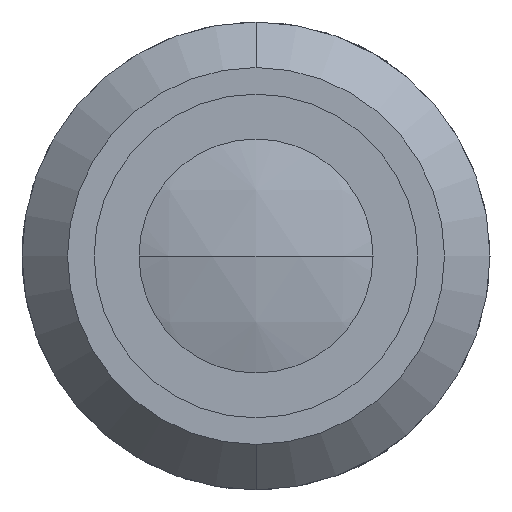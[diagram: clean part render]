
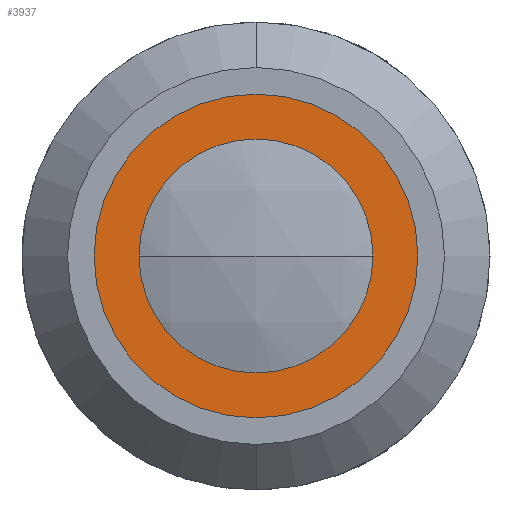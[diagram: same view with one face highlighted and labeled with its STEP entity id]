
A CAD part, left-side view. The second image highlights one B-rep face of the part: STEP entity #3937.
In plain terms, the highlighted planar face has unit normal (-1, 0, 0).
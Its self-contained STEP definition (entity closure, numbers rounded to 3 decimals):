
#184 = VERTEX_POINT ( 'NONE', #1978 ) ;
#233 = ORIENTED_EDGE ( 'NONE', *, *, #2383, .F. ) ;
#283 = CARTESIAN_POINT ( 'NONE',  ( 3.5, 0., -13.2 ) ) ;
#550 = DIRECTION ( 'NONE',  ( 0., 0., 1. ) ) ;
#615 = CARTESIAN_POINT ( 'NONE',  ( 3.5, 0., 0. ) ) ;
#760 = AXIS2_PLACEMENT_3D ( 'NONE', #1525, #4355, #1919 ) ;
#818 = EDGE_CURVE ( 'NONE', #1744, #184, #4525, .T. ) ;
#930 = DIRECTION ( 'NONE',  ( 0., 0., 1. ) ) ;
#947 = DIRECTION ( 'NONE',  ( -1., 0., 0. ) ) ;
#950 = CIRCLE ( 'NONE', #3685, 9. ) ;
#1207 = FACE_BOUND ( 'NONE', #4587, .T. ) ;
#1273 = DIRECTION ( 'NONE',  ( 1., 0., 0. ) ) ;
#1525 = CARTESIAN_POINT ( 'NONE',  ( 3.5, 0., 0. ) ) ;
#1622 = FACE_OUTER_BOUND ( 'NONE', #3665, .T. ) ;
#1744 = VERTEX_POINT ( 'NONE', #283 ) ;
#1826 = CIRCLE ( 'NONE', #3074, 9. ) ;
#1848 = CARTESIAN_POINT ( 'NONE',  ( 3.5, 0., 0. ) ) ;
#1872 = DIRECTION ( 'NONE',  ( -1., 0., 0. ) ) ;
#1919 = DIRECTION ( 'NONE',  ( 0., 0., 1. ) ) ;
#1978 = CARTESIAN_POINT ( 'NONE',  ( 3.5, 0., 13.2 ) ) ;
#2206 = ORIENTED_EDGE ( 'NONE', *, *, #3832, .T. ) ;
#2318 = VERTEX_POINT ( 'NONE', #3313 ) ;
#2383 = EDGE_CURVE ( 'NONE', #2318, #4320, #950, .T. ) ;
#2609 = PLANE ( 'NONE',  #2712 ) ;
#2712 = AXIS2_PLACEMENT_3D ( 'NONE', #4446, #1273, #4381 ) ;
#2933 = CARTESIAN_POINT ( 'NONE',  ( 3.5, 0., -9. ) ) ;
#3074 = AXIS2_PLACEMENT_3D ( 'NONE', #615, #947, #4161 ) ;
#3081 = ORIENTED_EDGE ( 'NONE', *, *, #818, .T. ) ;
#3304 = CIRCLE ( 'NONE', #3983, 13.2 ) ;
#3313 = CARTESIAN_POINT ( 'NONE',  ( 3.5, 0., 9. ) ) ;
#3382 = CARTESIAN_POINT ( 'NONE',  ( 3.5, 0., 0. ) ) ;
#3502 = ORIENTED_EDGE ( 'NONE', *, *, #4052, .F. ) ;
#3665 = EDGE_LOOP ( 'NONE', ( #2206, #3081 ) ) ;
#3685 = AXIS2_PLACEMENT_3D ( 'NONE', #3382, #4511, #930 ) ;
#3832 = EDGE_CURVE ( 'NONE', #184, #1744, #3304, .T. ) ;
#3937 = ADVANCED_FACE ( 'NONE', ( #1207, #1622 ), #2609, .F. ) ;
#3983 = AXIS2_PLACEMENT_3D ( 'NONE', #1848, #1872, #550 ) ;
#4052 = EDGE_CURVE ( 'NONE', #4320, #2318, #1826, .T. ) ;
#4161 = DIRECTION ( 'NONE',  ( 0., 0., 1. ) ) ;
#4320 = VERTEX_POINT ( 'NONE', #2933 ) ;
#4355 = DIRECTION ( 'NONE',  ( -1., 0., 0. ) ) ;
#4381 = DIRECTION ( 'NONE',  ( 0., 0., -1. ) ) ;
#4446 = CARTESIAN_POINT ( 'NONE',  ( 3.5, 13.2, 0. ) ) ;
#4511 = DIRECTION ( 'NONE',  ( -1., 0., 0. ) ) ;
#4525 = CIRCLE ( 'NONE', #760, 13.2 ) ;
#4587 = EDGE_LOOP ( 'NONE', ( #233, #3502 ) ) ;
